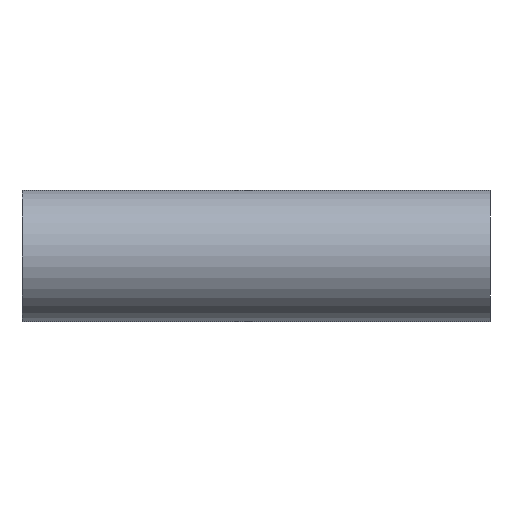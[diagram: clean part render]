
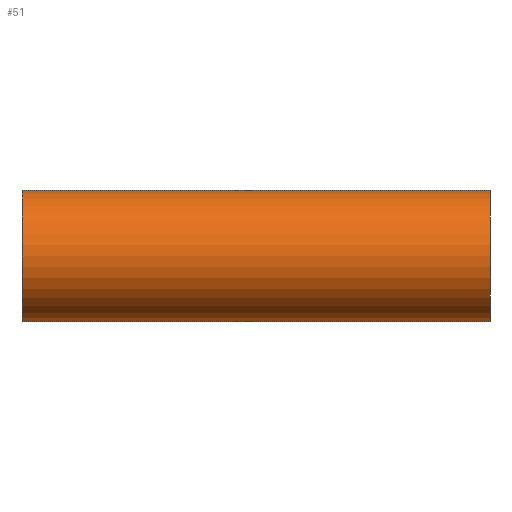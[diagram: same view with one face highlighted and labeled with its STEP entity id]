
A CAD part, front view. The second image highlights one B-rep face of the part: STEP entity #51.
In plain terms, the highlighted cylindrical face has radius 700 mm (diameter 1400 mm), a partial arc.
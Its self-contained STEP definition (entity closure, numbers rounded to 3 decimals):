
#51 = ADVANCED_FACE( '', ( #121 ), #122, .T. );
#53 = VERTEX_POINT( '', #124 );
#55 = EDGE_CURVE( '', #79, #53, #126, .T. );
#65 = VERTEX_POINT( '', #137 );
#67 = EDGE_CURVE( '', #97, #65, #139, .T. );
#79 = VERTEX_POINT( '', #155 );
#85 = EDGE_CURVE( '', #53, #97, #161, .T. );
#89 = EDGE_CURVE( '', #65, #79, #165, .T. );
#97 = VERTEX_POINT( '', #174 );
#121 = FACE_OUTER_BOUND( '', #189, .T. );
#122 = CYLINDRICAL_SURFACE( '', #190, 700. );
#124 = CARTESIAN_POINT( '', ( 0., 0., 700. ) );
#126 = LINE( '', #195, #196 );
#137 = CARTESIAN_POINT( '', ( 5000., 0., -700. ) );
#139 = LINE( '', #212, #213 );
#155 = CARTESIAN_POINT( '', ( 5000., 0., 700. ) );
#161 = CIRCLE( '', #237, 700. );
#165 = CIRCLE( '', #243, 700. );
#174 = CARTESIAN_POINT( '', ( 0., 0., -700. ) );
#189 = EDGE_LOOP( '', ( #267, #268, #269, #270 ) );
#190 = AXIS2_PLACEMENT_3D( '', #271, #272, #273 );
#195 = CARTESIAN_POINT( '', ( 0., 0., 700. ) );
#196 = VECTOR( '', #274, 1. );
#212 = CARTESIAN_POINT( '', ( 0., 0., -700. ) );
#213 = VECTOR( '', #289, 1. );
#237 = AXIS2_PLACEMENT_3D( '', #308, #309, #310 );
#243 = AXIS2_PLACEMENT_3D( '', #314, #315, #316 );
#267 = ORIENTED_EDGE( '', *, *, #67, .T. );
#268 = ORIENTED_EDGE( '', *, *, #89, .T. );
#269 = ORIENTED_EDGE( '', *, *, #55, .T. );
#270 = ORIENTED_EDGE( '', *, *, #85, .T. );
#271 = CARTESIAN_POINT( '', ( 0., 0., 0. ) );
#272 = DIRECTION( '', ( -1., 0., 0. ) );
#273 = DIRECTION( '', ( 0., 0., -1. ) );
#274 = DIRECTION( '', ( -1., 0., 0. ) );
#289 = DIRECTION( '', ( 1., 0., 0. ) );
#308 = CARTESIAN_POINT( '', ( 0., 0., 0. ) );
#309 = DIRECTION( '', ( 1., 0., 0. ) );
#310 = DIRECTION( '', ( 0., 0., -1. ) );
#314 = CARTESIAN_POINT( '', ( 5000., 0., 0. ) );
#315 = DIRECTION( '', ( -1., 0., 0. ) );
#316 = DIRECTION( '', ( 0., 0., -1. ) );
